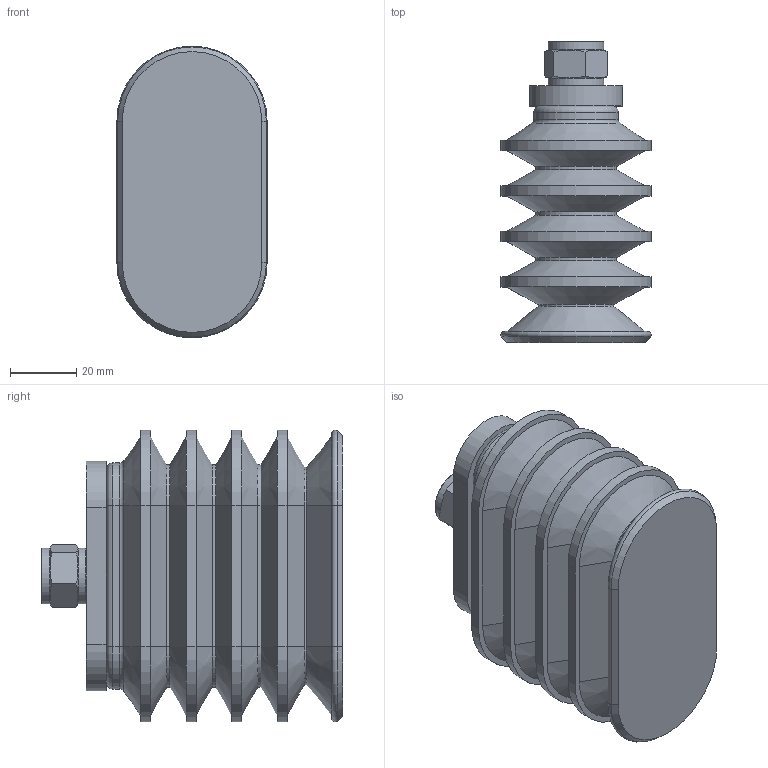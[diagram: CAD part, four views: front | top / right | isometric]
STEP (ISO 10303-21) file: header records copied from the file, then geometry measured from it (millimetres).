
FILE_DESCRIPTION(/* description */ (''),/* implementation_level */ '2;1');
FILE_NAME(/* name */ 'vgf90x45-5dh4cnn_rac34.stp',/* time_stamp */ '2022-07-18T10:46:55+02:00',/* author */ ('enginyeria'),/* organization */ (''),/* preprocessor_version */ 'ST-DEVELOPER v17.2',/* originating_system */ 'Autodesk Inventor 2019',/* authorisation */ '');
FILE_SCHEMA (('AUTOMOTIVE_DESIGN { 1 0 10303 214 3 1 1 }'));
Length unit declared in the file: millimetre
Products named in the file (1): Pieza10
Bounding box: 45.22 x 90.64 x 87.72 mm (x, y, z)
Volume: 186190.2 mm3; surface area: 34048.2 mm2
Topology: 1 solids, 1 shells, 146 faces, 341 edges, 214 vertices
Faces by surface type: plane 77, cylinder 33, cone 26, torus 10
Full cylindrical faces by diameter (mm): 10.5 x2, 11.3 x2, 11.445 x1, 16.8 x2
Entity records: 4538 total; most frequent: CARTESIAN_POINT 995, DIRECTION 727, ORIENTED_EDGE 678, EDGE_CURVE 339, AXIS2_PLACEMENT_3D 269, VERTEX_POINT 214, LINE 189, VECTOR 189
